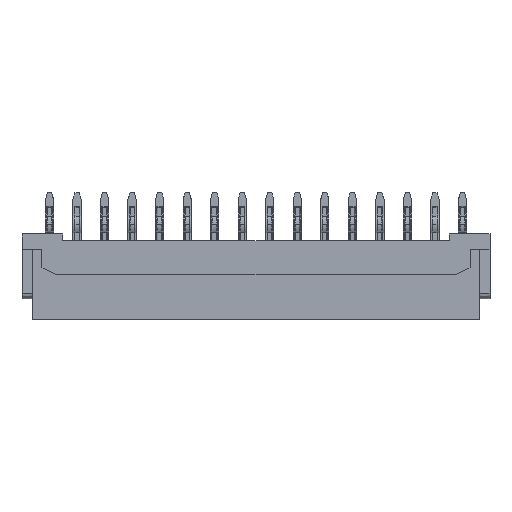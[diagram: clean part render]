
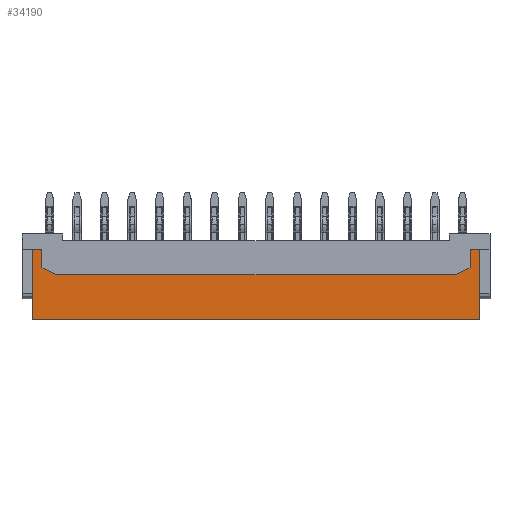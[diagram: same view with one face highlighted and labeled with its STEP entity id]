
A CAD part, front view. The second image highlights one B-rep face of the part: STEP entity #34190.
In plain terms, the highlighted planar face has unit normal (0, -1, 0).
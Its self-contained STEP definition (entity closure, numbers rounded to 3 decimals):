
#4430=CARTESIAN_POINT('',(-28.404,-1.785,3.25));
#4440=VERTEX_POINT('',#4430);
#4470=CARTESIAN_POINT('',(-28.,-1.785,3.062));
#4480=DIRECTION('',(-0.907,0.,0.422));
#4490=VECTOR('',#4480,1.);
#4500=LINE('',#4470,#4490);
#4510=CARTESIAN_POINT('',(-29.479,-1.785,3.75));
#4520=VERTEX_POINT('',#4510);
#4530=EDGE_CURVE('',#4440,#4520,#4500,.T.);
#21320=CARTESIAN_POINT('',(2.321,-1.785,0.));
#21330=VERTEX_POINT('',#21320);
#21380=CARTESIAN_POINT('',(2.321,-1.785,0.));
#21390=DIRECTION('',(0.,0.,1.));
#21400=VECTOR('',#21390,1.);
#21410=LINE('',#21380,#21400);
#21420=CARTESIAN_POINT('',(2.321,-1.785,5.1));
#21430=VERTEX_POINT('',#21420);
#21440=EDGE_CURVE('',#21330,#21430,#21410,.T.);
#31460=CARTESIAN_POINT('',(1.621,-1.785,5.1));
#31470=VERTEX_POINT('',#31460);
#31500=CARTESIAN_POINT('',(1.621,-1.785,0.));
#31510=DIRECTION('',(0.,0.,1.));
#31520=VECTOR('',#31510,1.);
#31530=LINE('',#31500,#31520);
#31540=CARTESIAN_POINT('',(1.621,-1.785,3.75));
#31550=VERTEX_POINT('',#31540);
#31560=EDGE_CURVE('',#31550,#31470,#31530,.T.);
#33590=CARTESIAN_POINT('',(-29.926,-1.785,
0.));
#33600=DIRECTION('',(0.,-1.,0.));
#33610=DIRECTION('',(1.,0.,0.));
#33620=AXIS2_PLACEMENT_3D('',#33590,#33600,#33610);
#33630=PLANE('',#33620);
#33640=CARTESIAN_POINT('',(-30.179,-1.785,0.));
#33650=DIRECTION('',(0.,0.,1.));
#33660=VECTOR('',#33650,1.);
#33670=LINE('',#33640,#33660);
#33680=CARTESIAN_POINT('',(-30.179,-1.785,0.));
#33690=VERTEX_POINT('',#33680);
#33700=CARTESIAN_POINT('',(-30.179,-1.785,5.1));
#33710=VERTEX_POINT('',#33700);
#33720=EDGE_CURVE('',#33690,#33710,#33670,.T.);
#33730=ORIENTED_EDGE('',*,*,#33720,.F.);
#33740=CARTESIAN_POINT('',(-28.,-1.785,5.1));
#33750=DIRECTION('',(-1.,0.,0.));
#33760=VECTOR('',#33750,1.);
#33770=LINE('',#33740,#33760);
#33780=CARTESIAN_POINT('',(-29.479,-1.785,5.1));
#33790=VERTEX_POINT('',#33780);
#33800=EDGE_CURVE('',#33790,#33710,#33770,.T.);
#33810=ORIENTED_EDGE('',*,*,#33800,.T.);
#33820=CARTESIAN_POINT('',(-29.479,-1.785,0.));
#33830=DIRECTION('',(0.,0.,1.));
#33840=VECTOR('',#33830,1.);
#33850=LINE('',#33820,#33840);
#33860=EDGE_CURVE('',#4520,#33790,#33850,.T.);
#33870=ORIENTED_EDGE('',*,*,#33860,.T.);
#33880=ORIENTED_EDGE('',*,*,#4530,.T.);
#33890=CARTESIAN_POINT('',(-30.179,-1.785,3.25));
#33900=DIRECTION('',(1.,0.,0.));
#33910=VECTOR('',#33900,1.);
#33920=LINE('',#33890,#33910);
#33930=CARTESIAN_POINT('',(0.546,-1.785,3.25));
#33940=VERTEX_POINT('',#33930);
#33950=EDGE_CURVE('',#4440,#33940,#33920,.T.);
#33960=ORIENTED_EDGE('',*,*,#33950,.F.);
#33970=CARTESIAN_POINT('',(0.142,-1.785,3.062)
);
#33980=DIRECTION('',(0.907,0.,
0.422));
#33990=VECTOR('',#33980,1.);
#34000=LINE('',#33970,#33990);
#34010=EDGE_CURVE('',#33940,#31550,#34000,.T.);
#34020=ORIENTED_EDGE('',*,*,#34010,.F.);
#34030=ORIENTED_EDGE('',*,*,#31560,.F.);
#34040=CARTESIAN_POINT('',(0.142,-1.785,5.1));
#34050=DIRECTION('',(1.,0.,0.));
#34060=VECTOR('',#34050,1.);
#34070=LINE('',#34040,#34060);
#34080=EDGE_CURVE('',#31470,#21430,#34070,.T.);
#34090=ORIENTED_EDGE('',*,*,#34080,.F.);
#34100=ORIENTED_EDGE('',*,*,#21440,.T.);
#34110=CARTESIAN_POINT('',(-30.029,-1.785,0.));
#34120=DIRECTION('',(-1.,0.,0.));
#34130=VECTOR('',#34120,1.);
#34140=LINE('',#34110,#34130);
#34150=EDGE_CURVE('',#21330,#33690,#34140,.T.);
#34160=ORIENTED_EDGE('',*,*,#34150,.F.);
#34170=EDGE_LOOP('',(#34160,#34100,#34090,#34030,#34020,#33960,#33880,
#33870,#33810,#33730));
#34180=FACE_OUTER_BOUND('',#34170,.T.);
#34190=ADVANCED_FACE('',(#34180),#33630,.T.);
